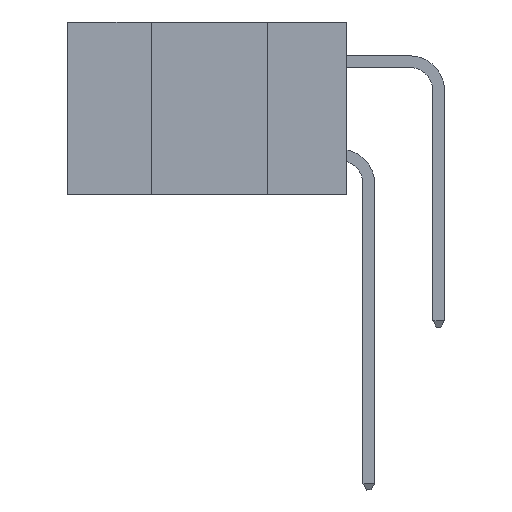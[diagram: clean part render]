
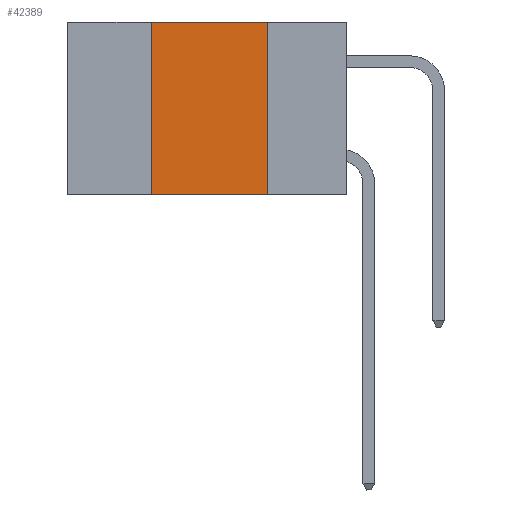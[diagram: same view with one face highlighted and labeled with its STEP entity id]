
A CAD part, left-side view. The second image highlights one B-rep face of the part: STEP entity #42389.
In plain terms, the highlighted planar face has unit normal (-1, 0, 0).
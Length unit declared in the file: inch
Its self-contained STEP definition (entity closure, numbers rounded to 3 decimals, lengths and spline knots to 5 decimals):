
#572 = DIRECTION ( 'NONE',  ( 0., -1., 0. ) ) ;
#2160 = CARTESIAN_POINT ( 'NONE',  ( 0., 0.17, -0.37 ) ) ;
#5164 = EDGE_CURVE ( 'NONE', #8514, #23149, #11451, .T. ) ;
#5332 = CARTESIAN_POINT ( 'NONE',  ( 0., 0.42, 0. ) ) ;
#5616 = DIRECTION ( 'NONE',  ( 0., 0., 1. ) ) ;
#6342 = ORIENTED_EDGE ( 'NONE', *, *, #5164, .F. ) ;
#8514 = VERTEX_POINT ( 'NONE', #38240 ) ;
#9587 = EDGE_CURVE ( 'NONE', #35345, #31597, #12547, .T. ) ;
#10112 = CARTESIAN_POINT ( 'NONE',  ( 0., 0.42, -0.37 ) ) ;
#10596 = CARTESIAN_POINT ( 'NONE',  ( 0., 0.6, 0. ) ) ;
#10667 = CARTESIAN_POINT ( 'NONE',  ( 0., 0.17, 0. ) ) ;
#11451 = LINE ( 'NONE', #10596, #39668 ) ;
#11573 = ORIENTED_EDGE ( 'NONE', *, *, #9587, .T. ) ;
#12547 = LINE ( 'NONE', #37222, #27906 ) ;
#15652 = AXIS2_PLACEMENT_3D ( 'NONE', #22043, #25504, #38686 ) ;
#16961 = VECTOR ( 'NONE', #5616, 39.37008 ) ;
#20413 = DIRECTION ( 'NONE',  ( 0., 0., -1. ) ) ;
#21052 = PLANE ( 'NONE',  #15652 ) ;
#21337 = EDGE_CURVE ( 'NONE', #23149, #31597, #38615, .T. ) ;
#22043 = CARTESIAN_POINT ( 'NONE',  ( 0., 0.6, 0. ) ) ;
#23149 = VERTEX_POINT ( 'NONE', #37643 ) ;
#23970 = EDGE_LOOP ( 'NONE', ( #39925, #6342, #39646, #11573 ) ) ;
#25504 = DIRECTION ( 'NONE',  ( 1., 0., 0. ) ) ;
#27824 = FACE_OUTER_BOUND ( 'NONE', #23970, .T. ) ;
#27906 = VECTOR ( 'NONE', #34223, 39.37008 ) ;
#31597 = VERTEX_POINT ( 'NONE', #2160 ) ;
#33478 = VECTOR ( 'NONE', #20413, 39.37008 ) ;
#34223 = DIRECTION ( 'NONE',  ( 0., -1., 0. ) ) ;
#34715 = EDGE_CURVE ( 'NONE', #35345, #8514, #42058, .T. ) ;
#35345 = VERTEX_POINT ( 'NONE', #10112 ) ;
#37222 = CARTESIAN_POINT ( 'NONE',  ( 0., 0.6, -0.37 ) ) ;
#37643 = CARTESIAN_POINT ( 'NONE',  ( 0., 0.17, 0. ) ) ;
#38240 = CARTESIAN_POINT ( 'NONE',  ( 0., 0.42, 0. ) ) ;
#38615 = LINE ( 'NONE', #10667, #33478 ) ;
#38686 = DIRECTION ( 'NONE',  ( 0., 0., -1. ) ) ;
#39646 = ORIENTED_EDGE ( 'NONE', *, *, #34715, .F. ) ;
#39668 = VECTOR ( 'NONE', #572, 39.37008 ) ;
#39925 = ORIENTED_EDGE ( 'NONE', *, *, #21337, .F. ) ;
#42058 = LINE ( 'NONE', #5332, #16961 ) ;
#42389 = ADVANCED_FACE ( 'NONE', ( #27824 ), #21052, .F. ) ;
